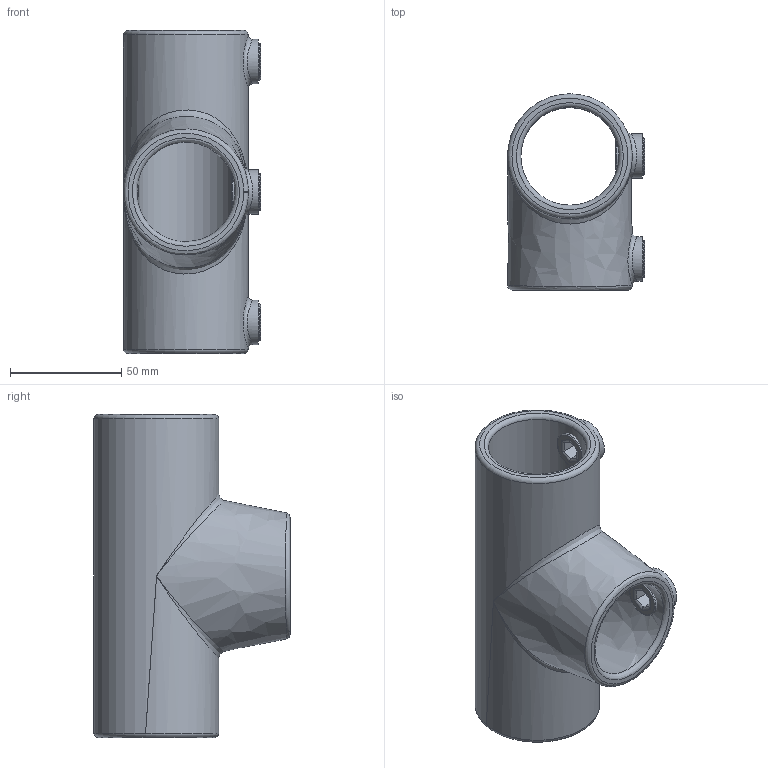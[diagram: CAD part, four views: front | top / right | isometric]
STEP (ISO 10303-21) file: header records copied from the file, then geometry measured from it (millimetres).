
FILE_DESCRIPTION (( 'STEP AP203' ), '1' );
FILE_NAME ('155-C42.STEP', '2024-02-05T07:23:43', ( '' ), ( '' ), 'SwSTEP 2.0', 'SolidWorks 2018', '' );
FILE_SCHEMA (( 'CONFIG_CONTROL_DESIGN' ));
Length unit declared in the file: millimetre
Products named in the file (3): 155-C42 Teil1_155-C42 Teil1; 155-C42 Teil2_155-C42 Teil2; 155-C42
Assembly tree (4 placements, depth 2):
  155-C42
    155-C42 Teil1_155-C42 Teil1
    155-C42 Teil2_155-C42 Teil2  x3
Bounding box: 61.5 x 88 x 145 mm (x, y, z)
Volume: 168533.8 mm3; surface area: 61972.6 mm2
Topology: 4 solids, 4 shells, 97 faces, 217 edges, 127 vertices
Faces by surface type: cylinder 47, plane 30, bspline 10, torus 10
Full cylindrical faces by diameter (mm): 15.25 x3, 16.5 x3, 20 x3, 44 x1
Entity records: 6099 total; most frequent: CARTESIAN_POINT 4855, DIRECTION 166, ORIENTED_EDGE 160, EDGE_LOOP 85, EDGE_CURVE 80, FACE_OUTER_BOUND 72, AXIS2_PLACEMENT_3D 68, VERTEX_POINT 57
